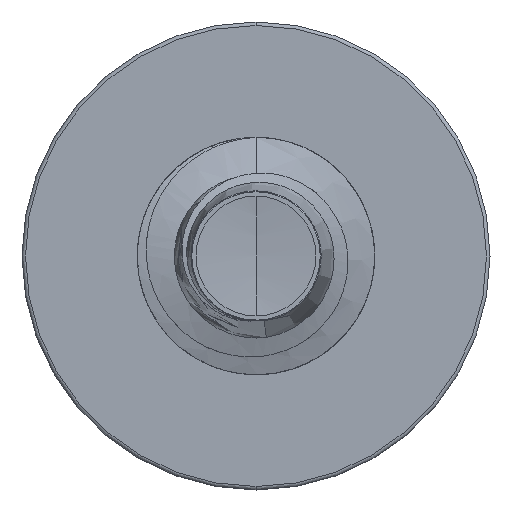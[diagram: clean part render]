
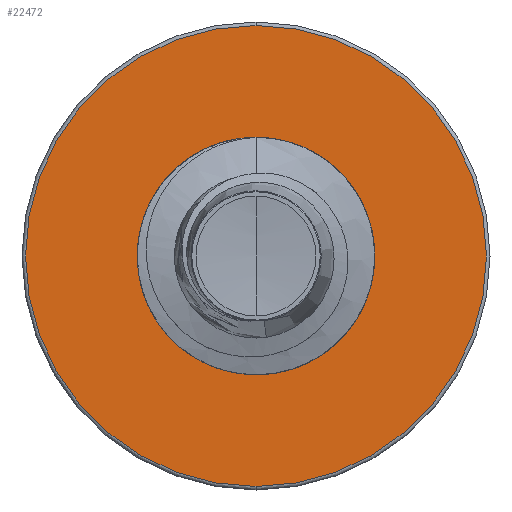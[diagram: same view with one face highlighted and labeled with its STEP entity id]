
A CAD part, front view. The second image highlights one B-rep face of the part: STEP entity #22472.
In plain terms, the highlighted planar face has unit normal (0, -1, 0).
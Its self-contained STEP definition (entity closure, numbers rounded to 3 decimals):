
#579 = CARTESIAN_POINT ( 'NONE',  ( 0., 15., -3.397 ) ) ;
#635 = DIRECTION ( 'NONE',  ( 0., 1., 0. ) ) ;
#721 = EDGE_CURVE ( 'NONE', #16510, #1230, #22368, .T. ) ;
#1230 = VERTEX_POINT ( 'NONE', #579 ) ;
#1361 = CARTESIAN_POINT ( 'NONE',  ( 0., 15., -1.722 ) ) ;
#1483 = AXIS2_PLACEMENT_3D ( 'NONE', #7625, #635, #7483 ) ;
#1760 = FACE_OUTER_BOUND ( 'NONE', #20975, .T. ) ;
#2912 = AXIS2_PLACEMENT_3D ( 'NONE', #7325, #20360, #9364 ) ;
#2957 = CARTESIAN_POINT ( 'NONE',  ( 0., 15., 3.398 ) ) ;
#4954 = AXIS2_PLACEMENT_3D ( 'NONE', #6535, #6505, #6474 ) ;
#6032 = VERTEX_POINT ( 'NONE', #7732 ) ;
#6471 = CARTESIAN_POINT ( 'NONE',  ( 0., 15., 1.722 ) ) ;
#6474 = DIRECTION ( 'NONE',  ( 0., 0., 1. ) ) ;
#6505 = DIRECTION ( 'NONE',  ( 0., 1., 0. ) ) ;
#6512 = EDGE_CURVE ( 'NONE', #1230, #16510, #8439, .T. ) ;
#6535 = CARTESIAN_POINT ( 'NONE',  ( 0., 15., 0. ) ) ;
#7325 = CARTESIAN_POINT ( 'NONE',  ( 0., 15., 0. ) ) ;
#7391 = VERTEX_POINT ( 'NONE', #6471 ) ;
#7483 = DIRECTION ( 'NONE',  ( 0., 0., 1. ) ) ;
#7625 = CARTESIAN_POINT ( 'NONE',  ( 0., 15., 0. ) ) ;
#7732 = CARTESIAN_POINT ( 'NONE',  ( 0., 15., -1.722 ) ) ;
#8439 = CIRCLE ( 'NONE', #4954, 3.398 ) ;
#9210 = FACE_BOUND ( 'NONE', #10626, .T. ) ;
#9364 = DIRECTION ( 'NONE',  ( 0., 0., 1. ) ) ;
#10287 = CARTESIAN_POINT ( 'NONE',  ( 0., 15., 0. ) ) ;
#10626 = EDGE_LOOP ( 'NONE', ( #13422, #11242 ) ) ;
#11242 = ORIENTED_EDGE ( 'NONE', *, *, #15233, .T. ) ;
#12318 = DIRECTION ( 'NONE',  ( 0., 0., 1. ) ) ;
#13422 = ORIENTED_EDGE ( 'NONE', *, *, #18115, .T. ) ;
#15233 = EDGE_CURVE ( 'NONE', #6032, #7391, #21913, .T. ) ;
#15242 = DIRECTION ( 'NONE',  ( 0., 1., 0. ) ) ;
#15561 = DIRECTION ( 'NONE',  ( 0., 0., 1. ) ) ;
#16510 = VERTEX_POINT ( 'NONE', #2957 ) ;
#18115 = EDGE_CURVE ( 'NONE', #7391, #6032, #18138, .T. ) ;
#18138 = CIRCLE ( 'NONE', #2912, 1.722 ) ;
#20164 = ORIENTED_EDGE ( 'NONE', *, *, #6512, .F. ) ;
#20360 = DIRECTION ( 'NONE',  ( 0., 1., 0. ) ) ;
#20455 = AXIS2_PLACEMENT_3D ( 'NONE', #10287, #22470, #12318 ) ;
#20975 = EDGE_LOOP ( 'NONE', ( #23548, #20164 ) ) ;
#21913 = CIRCLE ( 'NONE', #20455, 1.722 ) ;
#21927 = AXIS2_PLACEMENT_3D ( 'NONE', #1361, #15242, #15561 ) ;
#22368 = CIRCLE ( 'NONE', #1483, 3.398 ) ;
#22470 = DIRECTION ( 'NONE',  ( 0., 1., 0. ) ) ;
#22472 = ADVANCED_FACE ( 'NONE', ( #1760, #9210 ), #23397, .F. ) ;
#23397 = PLANE ( 'NONE',  #21927 ) ;
#23548 = ORIENTED_EDGE ( 'NONE', *, *, #721, .F. ) ;
